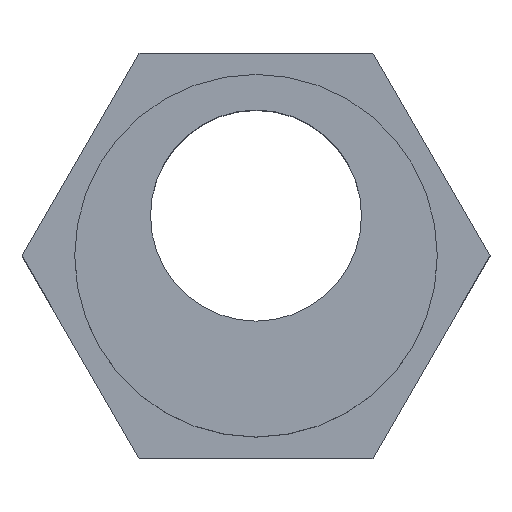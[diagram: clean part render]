
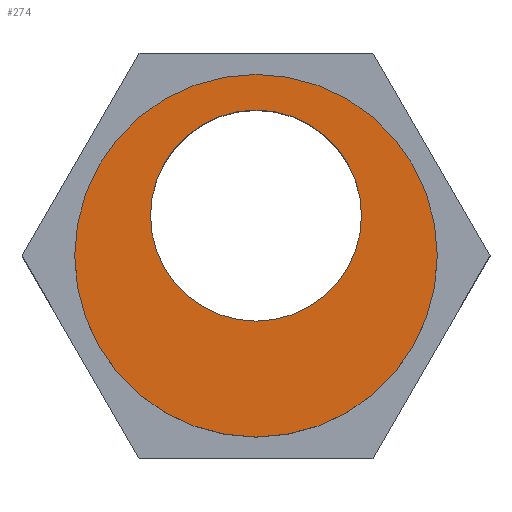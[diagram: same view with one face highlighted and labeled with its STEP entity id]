
A CAD part, top view. The second image highlights one B-rep face of the part: STEP entity #274.
In plain terms, the highlighted planar face has unit normal (0, 0, 1).
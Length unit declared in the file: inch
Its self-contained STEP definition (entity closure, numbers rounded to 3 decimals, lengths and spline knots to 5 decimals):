
#19=FACE_BOUND($,#56,.T.);
#20=FACE_BOUND($,#57,.T.);
#24=CIRCLE($,#294,0.0815);
#25=CIRCLE($,#296,0.14);
#56=EDGE_LOOP($,(#226));
#57=EDGE_LOOP($,(#227));
#140=VERTEX_POINT($,#432);
#141=VERTEX_POINT($,#435);
#171=EDGE_CURVE($,#140,#140,#24,.T.);
#172=EDGE_CURVE($,#141,#141,#25,.T.);
#226=ORIENTED_EDGE($,*,*,#171,.T.);
#227=ORIENTED_EDGE($,*,*,#172,.T.);
#257=PLANE($,#298);
#274=ADVANCED_FACE($,(#19,#20),#257,.T.);
#294=AXIS2_PLACEMENT_3D($,#433,#354,#355);
#296=AXIS2_PLACEMENT_3D($,#436,#358,#359);
#298=AXIS2_PLACEMENT_3D($,#439,#362,#363);
#354=DIRECTION('center_axis',(0.,0.,-1.));
#355=DIRECTION('ref_axis',(1.,0.,0.));
#358=DIRECTION('center_axis',(0.,0.,1.));
#359=DIRECTION('ref_axis',(-1.,0.,0.));
#362=DIRECTION('center_axis',(0.,0.,1.));
#363=DIRECTION('ref_axis',(1.,0.,0.));
#432=CARTESIAN_POINT('',(0.0815,0.031,0.207));
#433=CARTESIAN_POINT('Origin',(0.,0.031,0.207));
#435=CARTESIAN_POINT('',(0.14,0.,0.207));
#436=CARTESIAN_POINT('Origin',(0.,0.,0.207));
#439=CARTESIAN_POINT('Origin',(0.,0.,0.207));
